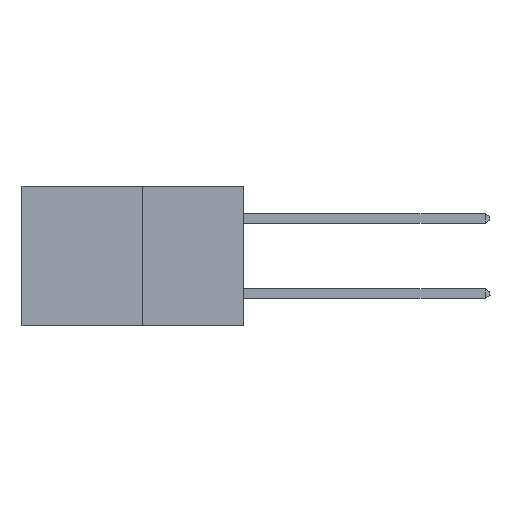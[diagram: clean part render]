
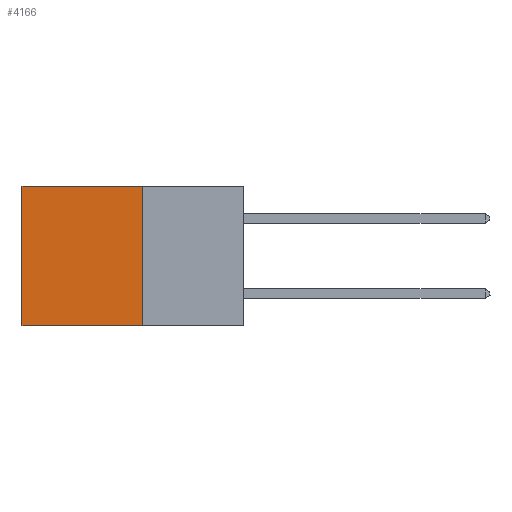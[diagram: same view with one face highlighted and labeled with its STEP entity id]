
A CAD part, left-side view. The second image highlights one B-rep face of the part: STEP entity #4166.
In plain terms, the highlighted planar face has unit normal (-1, 0, 0).
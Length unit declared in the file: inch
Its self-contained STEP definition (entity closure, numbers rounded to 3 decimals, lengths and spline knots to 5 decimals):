
#535 = VERTEX_POINT ( 'NONE', #7596 ) ;
#674 = VERTEX_POINT ( 'NONE', #4885 ) ;
#805 = ORIENTED_EDGE ( 'NONE', *, *, #6515, .F. ) ;
#813 = CARTESIAN_POINT ( 'NONE',  ( 0.277, 0.27, -0.37 ) ) ;
#1190 = LINE ( 'NONE', #3376, #9962 ) ;
#1425 = EDGE_CURVE ( 'NONE', #674, #10040, #3475, .T. ) ;
#2287 = FACE_OUTER_BOUND ( 'NONE', #5992, .T. ) ;
#2455 = ORIENTED_EDGE ( 'NONE', *, *, #1425, .F. ) ;
#2814 = CARTESIAN_POINT ( 'NONE',  ( 0.277, 0.27, -0.37 ) ) ;
#2865 = VERTEX_POINT ( 'NONE', #9857 ) ;
#3127 = EDGE_CURVE ( 'NONE', #2865, #535, #4163, .T. ) ;
#3376 = CARTESIAN_POINT ( 'NONE',  ( 0.277, 0.27, -0.37 ) ) ;
#3475 = LINE ( 'NONE', #2814, #9096 ) ;
#3825 = CARTESIAN_POINT ( 'NONE',  ( 0.277, 0.59, -0.37 ) ) ;
#4163 = LINE ( 'NONE', #7379, #7985 ) ;
#4166 = ADVANCED_FACE ( 'NONE', ( #2287 ), #6646, .F. ) ;
#4382 = DIRECTION ( 'NONE',  ( 1., 0., 0. ) ) ;
#4840 = VECTOR ( 'NONE', #9149, 39.37008 ) ;
#4885 = CARTESIAN_POINT ( 'NONE',  ( 0.277, 0.27, -0.37 ) ) ;
#5433 = EDGE_CURVE ( 'NONE', #535, #10040, #10202, .T. ) ;
#5528 = CARTESIAN_POINT ( 'NONE',  ( 0.277, 0.59, -0.37 ) ) ;
#5680 = ORIENTED_EDGE ( 'NONE', *, *, #5433, .T. ) ;
#5992 = EDGE_LOOP ( 'NONE', ( #5680, #2455, #805, #6297 ) ) ;
#6297 = ORIENTED_EDGE ( 'NONE', *, *, #3127, .T. ) ;
#6515 = EDGE_CURVE ( 'NONE', #2865, #674, #1190, .T. ) ;
#6646 = PLANE ( 'NONE',  #9216 ) ;
#7379 = CARTESIAN_POINT ( 'NONE',  ( 0.277, 0.27, 0. ) ) ;
#7596 = CARTESIAN_POINT ( 'NONE',  ( 0.277, 0.59, 0. ) ) ;
#7985 = VECTOR ( 'NONE', #8128, 39.37008 ) ;
#8058 = DIRECTION ( 'NONE',  ( 0., 1., 0. ) ) ;
#8128 = DIRECTION ( 'NONE',  ( 0., 1., 0. ) ) ;
#8732 = DIRECTION ( 'NONE',  ( 0., 0., -1. ) ) ;
#9096 = VECTOR ( 'NONE', #8058, 39.37008 ) ;
#9149 = DIRECTION ( 'NONE',  ( 0., 0., -1. ) ) ;
#9216 = AXIS2_PLACEMENT_3D ( 'NONE', #813, #4382, #9719 ) ;
#9719 = DIRECTION ( 'NONE',  ( 0., 0., -1. ) ) ;
#9857 = CARTESIAN_POINT ( 'NONE',  ( 0.277, 0.27, 0. ) ) ;
#9962 = VECTOR ( 'NONE', #8732, 39.37008 ) ;
#10040 = VERTEX_POINT ( 'NONE', #5528 ) ;
#10202 = LINE ( 'NONE', #3825, #4840 ) ;
